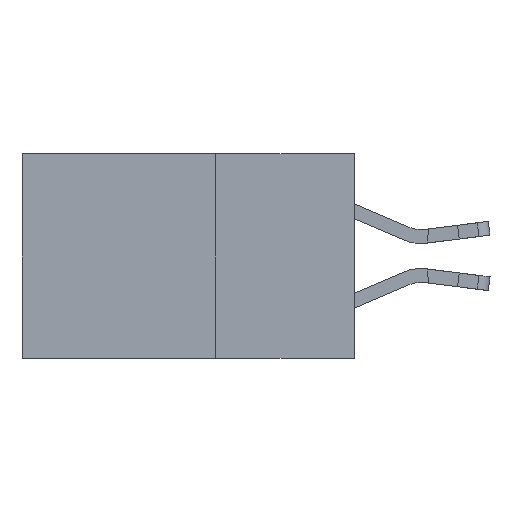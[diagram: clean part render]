
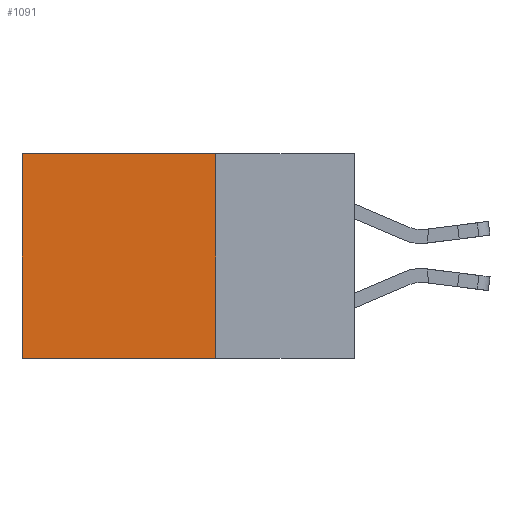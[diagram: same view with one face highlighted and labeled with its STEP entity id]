
A CAD part, left-side view. The second image highlights one B-rep face of the part: STEP entity #1091.
In plain terms, the highlighted planar face has unit normal (-1, 0, 0).
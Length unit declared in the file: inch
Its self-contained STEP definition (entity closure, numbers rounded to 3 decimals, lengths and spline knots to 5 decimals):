
#1091 = ADVANCED_FACE ( 'NONE', ( #13990 ), #8319, .F. ) ;
#1963 = EDGE_CURVE ( 'NONE', #6539, #3716, #7375, .T. ) ;
#3179 = CARTESIAN_POINT ( 'NONE',  ( 0.2615, 0.25, -0.37 ) ) ;
#3195 = DIRECTION ( 'NONE',  ( 0., 1., 0. ) ) ;
#3620 = DIRECTION ( 'NONE',  ( 1., 0., 0. ) ) ;
#3679 = EDGE_LOOP ( 'NONE', ( #3792, #4130, #4469, #4791 ) ) ;
#3716 = VERTEX_POINT ( 'NONE', #13364 ) ;
#3792 = ORIENTED_EDGE ( 'NONE', *, *, #10370, .T. ) ;
#4130 = ORIENTED_EDGE ( 'NONE', *, *, #9887, .F. ) ;
#4469 = ORIENTED_EDGE ( 'NONE', *, *, #1963, .F. ) ;
#4791 = ORIENTED_EDGE ( 'NONE', *, *, #5653, .T. ) ;
#5653 = EDGE_CURVE ( 'NONE', #6539, #7193, #6745, .T. ) ;
#6084 = LINE ( 'NONE', #8364, #13337 ) ;
#6539 = VERTEX_POINT ( 'NONE', #6795 ) ;
#6745 = LINE ( 'NONE', #11981, #7081 ) ;
#6795 = CARTESIAN_POINT ( 'NONE',  ( 0.2615, 0.25, 0. ) ) ;
#7081 = VECTOR ( 'NONE', #11966, 39.37008 ) ;
#7193 = VERTEX_POINT ( 'NONE', #9915 ) ;
#7375 = LINE ( 'NONE', #8561, #10303 ) ;
#7382 = CARTESIAN_POINT ( 'NONE',  ( 0.2615, 0.6, -0.37 ) ) ;
#7789 = AXIS2_PLACEMENT_3D ( 'NONE', #10972, #3620, #7847 ) ;
#7847 = DIRECTION ( 'NONE',  ( 0., 0., -1. ) ) ;
#8229 = DIRECTION ( 'NONE',  ( 0., 0., -1. ) ) ;
#8319 = PLANE ( 'NONE',  #7789 ) ;
#8364 = CARTESIAN_POINT ( 'NONE',  ( 0.2615, 0.6, -0.37 ) ) ;
#8455 = VECTOR ( 'NONE', #3195, 39.37008 ) ;
#8486 = DIRECTION ( 'NONE',  ( 0., 0., -1. ) ) ;
#8561 = CARTESIAN_POINT ( 'NONE',  ( 0.2615, 0.25, -0.37 ) ) ;
#9887 = EDGE_CURVE ( 'NONE', #3716, #11073, #11235, .T. ) ;
#9915 = CARTESIAN_POINT ( 'NONE',  ( 0.2615, 0.6, 0. ) ) ;
#10303 = VECTOR ( 'NONE', #8486, 39.37008 ) ;
#10370 = EDGE_CURVE ( 'NONE', #7193, #11073, #6084, .T. ) ;
#10972 = CARTESIAN_POINT ( 'NONE',  ( 0.2615, 0.25, -0.37 ) ) ;
#11073 = VERTEX_POINT ( 'NONE', #7382 ) ;
#11235 = LINE ( 'NONE', #3179, #8455 ) ;
#11966 = DIRECTION ( 'NONE',  ( 0., 1., 0. ) ) ;
#11981 = CARTESIAN_POINT ( 'NONE',  ( 0.2615, 0.25, 0. ) ) ;
#13337 = VECTOR ( 'NONE', #8229, 39.37008 ) ;
#13364 = CARTESIAN_POINT ( 'NONE',  ( 0.2615, 0.25, -0.37 ) ) ;
#13990 = FACE_OUTER_BOUND ( 'NONE', #3679, .T. ) ;
